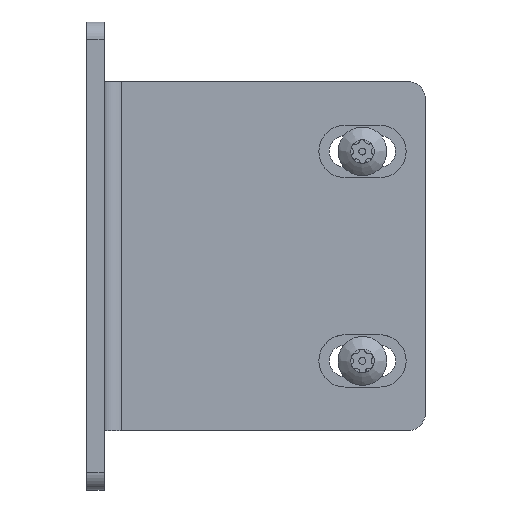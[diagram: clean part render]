
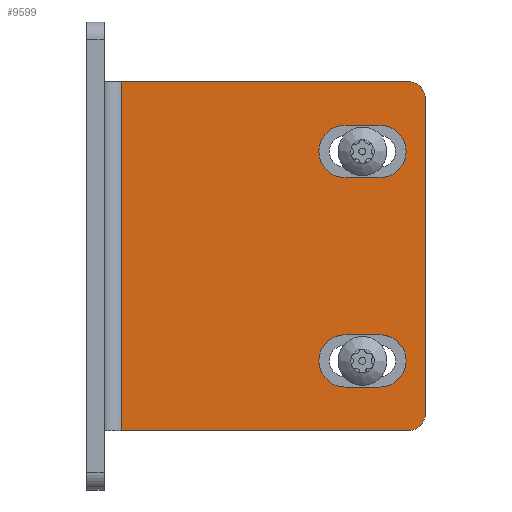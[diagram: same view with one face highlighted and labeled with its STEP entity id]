
A CAD part, top view. The second image highlights one B-rep face of the part: STEP entity #9599.
In plain terms, the highlighted planar face has unit normal (0, 0, 1).
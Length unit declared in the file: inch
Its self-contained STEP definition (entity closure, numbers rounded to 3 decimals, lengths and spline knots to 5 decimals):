
#51 = VERTEX_POINT ( 'NONE', #9506 ) ;
#62 = VERTEX_POINT ( 'NONE', #1871 ) ;
#82 = VECTOR ( 'NONE', #7100, 39.37008 ) ;
#162 = VECTOR ( 'NONE', #4583, 39.37008 ) ;
#190 = CIRCLE ( 'NONE', #2801, 0.19685 ) ;
#236 = VERTEX_POINT ( 'NONE', #7025 ) ;
#323 = ORIENTED_EDGE ( 'NONE', *, *, #9425, .T. ) ;
#475 = CARTESIAN_POINT ( 'NONE',  ( 1.39764, 1.1811, -0.86614 ) ) ;
#476 = VERTEX_POINT ( 'NONE', #3415 ) ;
#542 = EDGE_CURVE ( 'NONE', #855, #8114, #1737, .T. ) ;
#580 = ORIENTED_EDGE ( 'NONE', *, *, #5935, .T. ) ;
#704 = DIRECTION ( 'NONE',  ( -1., 0., 0. ) ) ;
#775 = ORIENTED_EDGE ( 'NONE', *, *, #9566, .T. ) ;
#793 = LINE ( 'NONE', #1611, #5933 ) ;
#855 = VERTEX_POINT ( 'NONE', #1878 ) ;
#912 = DIRECTION ( 'NONE',  ( 0., 0., 1. ) ) ;
#983 = EDGE_CURVE ( 'NONE', #2880, #1089, #4089, .T. ) ;
#1052 = CIRCLE ( 'NONE', #3678, 0.29528 ) ;
#1062 = CIRCLE ( 'NONE', #1232, 0.29528 ) ;
#1066 = CARTESIAN_POINT ( 'NONE',  ( 1.39764, 0.88583, -0.86614 ) ) ;
#1083 = EDGE_CURVE ( 'NONE', #2025, #2532, #6563, .T. ) ;
#1089 = VERTEX_POINT ( 'NONE', #5889 ) ;
#1152 = EDGE_CURVE ( 'NONE', #7923, #1089, #5943, .T. ) ;
#1232 = AXIS2_PLACEMENT_3D ( 'NONE', #6224, #5547, #7194 ) ;
#1316 = AXIS2_PLACEMENT_3D ( 'NONE', #8481, #6126, #2355 ) ;
#1522 = FACE_OUTER_BOUND ( 'NONE', #10070, .T. ) ;
#1567 = ORIENTED_EDGE ( 'NONE', *, *, #2797, .T. ) ;
#1611 = CARTESIAN_POINT ( 'NONE',  ( 0.09843, -1.9685, -0.86614 ) ) ;
#1627 = CARTESIAN_POINT ( 'NONE',  ( 0.09843, 0., -0.86614 ) ) ;
#1632 = DIRECTION ( 'NONE',  ( -1., 0., 0. ) ) ;
#1727 = LINE ( 'NONE', #7868, #82 ) ;
#1737 = LINE ( 'NONE', #4210, #4734 ) ;
#1871 = CARTESIAN_POINT ( 'NONE',  ( -1.51575, 1.9685, -0.86614 ) ) ;
#1878 = CARTESIAN_POINT ( 'NONE',  ( 1.39764, -1.47638, -0.86614 ) ) ;
#1890 = EDGE_CURVE ( 'NONE', #2880, #62, #2399, .T. ) ;
#1898 = ORIENTED_EDGE ( 'NONE', *, *, #6065, .T. ) ;
#1912 = DIRECTION ( 'NONE',  ( 0., 1., 0. ) ) ;
#1930 = VECTOR ( 'NONE', #9511, 39.37008 ) ;
#2025 = VERTEX_POINT ( 'NONE', #3817 ) ;
#2355 = DIRECTION ( 'NONE',  ( -1., 0., 0. ) ) ;
#2375 = AXIS2_PLACEMENT_3D ( 'NONE', #1627, #912, #4783 ) ;
#2385 = DIRECTION ( 'NONE',  ( 1., 0., 0. ) ) ;
#2399 = LINE ( 'NONE', #3992, #1930 ) ;
#2509 = ORIENTED_EDGE ( 'NONE', *, *, #1083, .T. ) ;
#2532 = VERTEX_POINT ( 'NONE', #1066 ) ;
#2687 = CARTESIAN_POINT ( 'NONE',  ( -1.51575, -1.9685, -0.86614 ) ) ;
#2797 = EDGE_CURVE ( 'NONE', #8114, #236, #1062, .T. ) ;
#2801 = AXIS2_PLACEMENT_3D ( 'NONE', #6231, #9414, #1632 ) ;
#2838 = ORIENTED_EDGE ( 'NONE', *, *, #542, .T. ) ;
#2880 = VERTEX_POINT ( 'NONE', #10161 ) ;
#3195 = EDGE_LOOP ( 'NONE', ( #2509, #775, #3332, #580 ) ) ;
#3332 = ORIENTED_EDGE ( 'NONE', *, *, #6525, .T. ) ;
#3335 = ORIENTED_EDGE ( 'NONE', *, *, #983, .F. ) ;
#3415 = CARTESIAN_POINT ( 'NONE',  ( 1.00394, 1.47638, -0.86614 ) ) ;
#3437 = ORIENTED_EDGE ( 'NONE', *, *, #6134, .T. ) ;
#3489 = LINE ( 'NONE', #8450, #7399 ) ;
#3678 = AXIS2_PLACEMENT_3D ( 'NONE', #6068, #7767, #704 ) ;
#3723 = CARTESIAN_POINT ( 'NONE',  ( 1.7126, 1.77165, -0.86614 ) ) ;
#3817 = CARTESIAN_POINT ( 'NONE',  ( 1.39764, 1.47638, -0.86614 ) ) ;
#3992 = CARTESIAN_POINT ( 'NONE',  ( 0.09843, 1.9685, -0.86614 ) ) ;
#3993 = VERTEX_POINT ( 'NONE', #9388 ) ;
#4089 = CIRCLE ( 'NONE', #4410, 0.19685 ) ;
#4121 = CARTESIAN_POINT ( 'NONE',  ( 1.00394, 0.88583, -0.86614 ) ) ;
#4210 = CARTESIAN_POINT ( 'NONE',  ( 0.09843, -1.47638, -0.86614 ) ) ;
#4213 = VERTEX_POINT ( 'NONE', #2687 ) ;
#4288 = CIRCLE ( 'NONE', #1316, 0.29528 ) ;
#4356 = ORIENTED_EDGE ( 'NONE', *, *, #1152, .T. ) ;
#4410 = AXIS2_PLACEMENT_3D ( 'NONE', #3723, #6880, #7799 ) ;
#4430 = ORIENTED_EDGE ( 'NONE', *, *, #6846, .T. ) ;
#4583 = DIRECTION ( 'NONE',  ( 0., -1., 0. ) ) ;
#4681 = ORIENTED_EDGE ( 'NONE', *, *, #6530, .F. ) ;
#4734 = VECTOR ( 'NONE', #7352, 39.37008 ) ;
#4783 = DIRECTION ( 'NONE',  ( -1., 0., 0. ) ) ;
#5419 = CARTESIAN_POINT ( 'NONE',  ( 1.00394, -1.47638, -0.86614 ) ) ;
#5445 = PLANE ( 'NONE',  #2375 ) ;
#5547 = DIRECTION ( 'NONE',  ( 0., 0., -1. ) ) ;
#5792 = DIRECTION ( 'NONE',  ( -1., 0., 0. ) ) ;
#5889 = CARTESIAN_POINT ( 'NONE',  ( 1.90945, 1.77165, -0.86614 ) ) ;
#5933 = VECTOR ( 'NONE', #2385, 39.37008 ) ;
#5935 = EDGE_CURVE ( 'NONE', #476, #2025, #5955, .T. ) ;
#5943 = LINE ( 'NONE', #6617, #8355 ) ;
#5955 = LINE ( 'NONE', #9085, #7902 ) ;
#6065 = EDGE_CURVE ( 'NONE', #4213, #51, #793, .T. ) ;
#6068 = CARTESIAN_POINT ( 'NONE',  ( 1.39764, -1.1811, -0.86614 ) ) ;
#6126 = DIRECTION ( 'NONE',  ( 0., 0., -1. ) ) ;
#6134 = EDGE_CURVE ( 'NONE', #236, #3993, #3489, .T. ) ;
#6175 = CARTESIAN_POINT ( 'NONE',  ( -1.51575, 0., -0.86614 ) ) ;
#6224 = CARTESIAN_POINT ( 'NONE',  ( 1.00394, -1.1811, -0.86614 ) ) ;
#6231 = CARTESIAN_POINT ( 'NONE',  ( 1.7126, -1.77165, -0.86614 ) ) ;
#6525 = EDGE_CURVE ( 'NONE', #8496, #476, #4288, .T. ) ;
#6530 = EDGE_CURVE ( 'NONE', #7923, #51, #190, .T. ) ;
#6563 = CIRCLE ( 'NONE', #7702, 0.29528 ) ;
#6617 = CARTESIAN_POINT ( 'NONE',  ( 1.90945, 0., -0.86614 ) ) ;
#6626 = DIRECTION ( 'NONE',  ( 1., 0., 0. ) ) ;
#6846 = EDGE_CURVE ( 'NONE', #62, #4213, #7570, .T. ) ;
#6880 = DIRECTION ( 'NONE',  ( 0., 0., -1. ) ) ;
#7025 = CARTESIAN_POINT ( 'NONE',  ( 1.00394, -0.88583, -0.86614 ) ) ;
#7100 = DIRECTION ( 'NONE',  ( -1., 0., 0. ) ) ;
#7194 = DIRECTION ( 'NONE',  ( -1., 0., 0. ) ) ;
#7352 = DIRECTION ( 'NONE',  ( -1., 0., 0. ) ) ;
#7399 = VECTOR ( 'NONE', #9768, 39.37008 ) ;
#7570 = LINE ( 'NONE', #6175, #162 ) ;
#7639 = CARTESIAN_POINT ( 'NONE',  ( 1.90945, -1.77165, -0.86614 ) ) ;
#7702 = AXIS2_PLACEMENT_3D ( 'NONE', #475, #9754, #5792 ) ;
#7767 = DIRECTION ( 'NONE',  ( 0., 0., -1. ) ) ;
#7799 = DIRECTION ( 'NONE',  ( -1., 0., 0. ) ) ;
#7868 = CARTESIAN_POINT ( 'NONE',  ( 0.09843, 0.88583, -0.86614 ) ) ;
#7902 = VECTOR ( 'NONE', #6626, 39.37008 ) ;
#7923 = VERTEX_POINT ( 'NONE', #7639 ) ;
#7967 = FACE_BOUND ( 'NONE', #9756, .T. ) ;
#8114 = VERTEX_POINT ( 'NONE', #5419 ) ;
#8355 = VECTOR ( 'NONE', #1912, 39.37008 ) ;
#8450 = CARTESIAN_POINT ( 'NONE',  ( 0.09843, -0.88583, -0.86614 ) ) ;
#8481 = CARTESIAN_POINT ( 'NONE',  ( 1.00394, 1.1811, -0.86614 ) ) ;
#8496 = VERTEX_POINT ( 'NONE', #4121 ) ;
#8680 = FACE_BOUND ( 'NONE', #3195, .T. ) ;
#8910 = ORIENTED_EDGE ( 'NONE', *, *, #1890, .T. ) ;
#9085 = CARTESIAN_POINT ( 'NONE',  ( 0.09843, 1.47638, -0.86614 ) ) ;
#9388 = CARTESIAN_POINT ( 'NONE',  ( 1.39764, -0.88583, -0.86614 ) ) ;
#9414 = DIRECTION ( 'NONE',  ( 0., 0., -1. ) ) ;
#9425 = EDGE_CURVE ( 'NONE', #3993, #855, #1052, .T. ) ;
#9506 = CARTESIAN_POINT ( 'NONE',  ( 1.7126, -1.9685, -0.86614 ) ) ;
#9511 = DIRECTION ( 'NONE',  ( -1., 0., 0. ) ) ;
#9566 = EDGE_CURVE ( 'NONE', #2532, #8496, #1727, .T. ) ;
#9599 = ADVANCED_FACE ( 'NONE', ( #7967, #8680, #1522 ), #5445, .T. ) ;
#9754 = DIRECTION ( 'NONE',  ( 0., 0., -1. ) ) ;
#9756 = EDGE_LOOP ( 'NONE', ( #323, #2838, #1567, #3437 ) ) ;
#9768 = DIRECTION ( 'NONE',  ( 1., 0., 0. ) ) ;
#10070 = EDGE_LOOP ( 'NONE', ( #4430, #1898, #4681, #4356, #3335, #8910 ) ) ;
#10161 = CARTESIAN_POINT ( 'NONE',  ( 1.7126, 1.9685, -0.86614 ) ) ;
